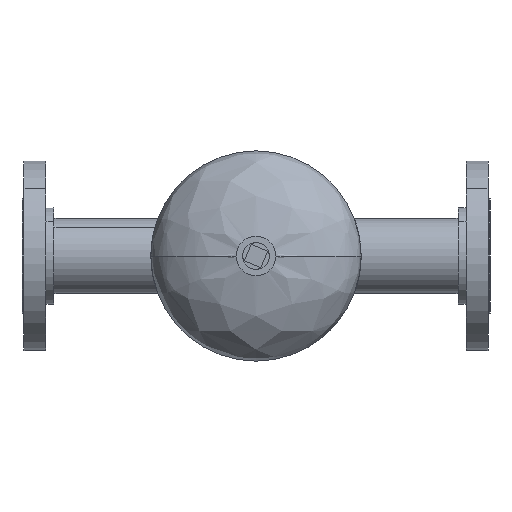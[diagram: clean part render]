
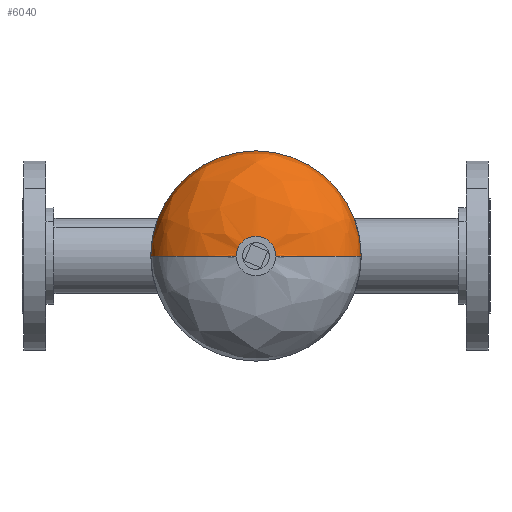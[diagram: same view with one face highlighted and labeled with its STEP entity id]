
A CAD part, front view. The second image highlights one B-rep face of the part: STEP entity #6040.
In plain terms, the highlighted free-form (B-spline) face has degree [3, 3] with [4, 4] control points.
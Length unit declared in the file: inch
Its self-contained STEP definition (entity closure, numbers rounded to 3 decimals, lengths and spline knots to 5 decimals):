
#68 = CARTESIAN_POINT ( 'NONE',  ( 0., 1.70375, 0. ) ) ;
#137 = VERTEX_POINT ( 'NONE', #483 ) ;
#249 = CARTESIAN_POINT ( 'NONE',  ( 3.3125, 1.70375, -6.625 ) ) ;
#273 = CARTESIAN_POINT ( 'NONE',  ( 2.17997, 3.34928, 0. ) ) ;
#322 = CARTESIAN_POINT ( 'NONE',  ( 3.3125, 1.70375, 0. ) ) ;
#359 = VERTEX_POINT ( 'NONE', #4304 ) ;
#365 = CARTESIAN_POINT ( 'NONE',  ( -3.3125, 1.70375, 0. ) ) ;
#424 = ORIENTED_EDGE ( 'NONE', *, *, #4833, .F. ) ;
#483 = CARTESIAN_POINT ( 'NONE',  ( 0.46875, 3.48192, 0. ) ) ;
#545 = DIRECTION ( 'NONE',  ( 1., 0., 0. ) ) ;
#702 = VERTEX_POINT ( 'NONE', #2898 ) ;
#750 = CARTESIAN_POINT ( 'NONE',  ( -2.17997, 3.34928, -4.35994 ) ) ;
#777 = CARTESIAN_POINT ( 'NONE',  ( 3.3125, 1.70375, 0. ) ) ;
#858 = ORIENTED_EDGE ( 'NONE', *, *, #6077, .T. ) ;
#1075 = EDGE_LOOP ( 'NONE', ( #424, #858, #4243, #5905, #2549 ) ) ;
#1175 = CARTESIAN_POINT ( 'NONE',  ( 3.3125, 2.64111, 0. ) ) ;
#1208 = CARTESIAN_POINT ( 'NONE',  ( -2.17997, 3.34928, 0. ) ) ;
#1213 = DIRECTION ( 'NONE',  ( 0., 1., 0. ) ) ;
#1261 = CARTESIAN_POINT ( 'NONE',  ( 3.3125, 2.64111, 0. ) ) ;
#1658 = CARTESIAN_POINT ( 'NONE',  ( -3.3125, 2.64111, 0. ) ) ;
#1695 = CARTESIAN_POINT ( 'NONE',  ( -0.46875, 3.48192, -0.9375 ) ) ;
#1728 = CARTESIAN_POINT ( 'NONE',  ( -3.3125, 1.70375, 0. ) ) ;
#1764 =( BOUNDED_CURVE ( )  B_SPLINE_CURVE ( 3, ( #777, #1175, #4558, #5419 ),
 .UNSPECIFIED., .F., .T. ) 
 B_SPLINE_CURVE_WITH_KNOTS ( ( 4, 4 ),
 ( 0., 1.42881 ),
 .UNSPECIFIED. ) 
 CURVE ( )  GEOMETRIC_REPRESENTATION_ITEM ( )  RATIONAL_B_SPLINE_CURVE ( ( 1., 0.837, 0.837, 1. ) ) 
 REPRESENTATION_ITEM ( '' )  );
#1959 = VERTEX_POINT ( 'NONE', #322 ) ;
#2163 = CARTESIAN_POINT ( 'NONE',  ( -0.46875, 3.48192, 0. ) ) ;
#2329 = DIRECTION ( 'NONE',  ( 1., 0., 0. ) ) ;
#2549 = ORIENTED_EDGE ( 'NONE', *, *, #6007, .F. ) ;
#2647 =( BOUNDED_CURVE ( )  B_SPLINE_CURVE ( 3, ( #365, #3687, #3195, #2702 ),
 .UNSPECIFIED., .F., .T. ) 
 B_SPLINE_CURVE_WITH_KNOTS ( ( 4, 4 ),
 ( 0., 1.42881 ),
 .UNSPECIFIED. ) 
 CURVE ( )  GEOMETRIC_REPRESENTATION_ITEM ( )  RATIONAL_B_SPLINE_CURVE ( ( 1., 0.837, 0.837, 1. ) ) 
 REPRESENTATION_ITEM ( '' )  );
#2702 = CARTESIAN_POINT ( 'NONE',  ( -0.46875, 3.48192, 0. ) ) ;
#2783 = CIRCLE ( 'NONE', #3377, 0.46875 ) ;
#2898 = CARTESIAN_POINT ( 'NONE',  ( 0., 3.48192, -0.46875 ) ) ;
#3163 = CARTESIAN_POINT ( 'NONE',  ( 0.46875, 3.48192, -0.9375 ) ) ;
#3195 = CARTESIAN_POINT ( 'NONE',  ( -2.17997, 3.34928, 0. ) ) ;
#3377 = AXIS2_PLACEMENT_3D ( 'NONE', #5273, #4900, #545 ) ;
#3498 = FACE_OUTER_BOUND ( 'NONE', #1075, .T. ) ;
#3557 = CARTESIAN_POINT ( 'NONE',  ( -3.3125, 2.64111, -6.625 ) ) ;
#3584 = EDGE_CURVE ( 'NONE', #137, #702, #5875, .T. ) ;
#3669 = CIRCLE ( 'NONE', #4060, 3.3125 ) ;
#3687 = CARTESIAN_POINT ( 'NONE',  ( -3.3125, 2.64111, 0. ) ) ;
#4030 = CARTESIAN_POINT ( 'NONE',  ( 3.3125, 1.70375, 0. ) ) ;
#4060 = AXIS2_PLACEMENT_3D ( 'NONE', #68, #5703, #2329 ) ;
#4243 = ORIENTED_EDGE ( 'NONE', *, *, #5645, .F. ) ;
#4275 = AXIS2_PLACEMENT_3D ( 'NONE', #5919, #1213, #5447 ) ;
#4304 = CARTESIAN_POINT ( 'NONE',  ( -0.46875, 3.48192, 0. ) ) ;
#4529 = CARTESIAN_POINT ( 'NONE',  ( 2.17997, 3.34928, -4.35994 ) ) ;
#4558 = CARTESIAN_POINT ( 'NONE',  ( 2.17997, 3.34928, 0. ) ) ;
#4833 = EDGE_CURVE ( 'NONE', #5224, #1959, #3669, .T. ) ;
#4843 = CARTESIAN_POINT ( 'NONE',  ( -3.3125, 1.70375, 0. ) ) ;
#4900 = DIRECTION ( 'NONE',  ( 0., 1., 0. ) ) ;
#5072 = CARTESIAN_POINT ( 'NONE',  ( 0.46875, 3.48192, 0. ) ) ;
#5224 = VERTEX_POINT ( 'NONE', #4843 ) ;
#5273 = CARTESIAN_POINT ( 'NONE',  ( 0., 3.48192, 0. ) ) ;
#5419 = CARTESIAN_POINT ( 'NONE',  ( 0.46875, 3.48192, 0. ) ) ;
#5447 = DIRECTION ( 'NONE',  ( 1., 0., 0. ) ) ;
#5476 = CARTESIAN_POINT ( 'NONE',  ( 3.3125, 2.64111, -6.625 ) ) ;
#5533 = CARTESIAN_POINT ( 'NONE',  ( -3.3125, 1.70375, -6.625 ) ) ;
#5645 = EDGE_CURVE ( 'NONE', #702, #359, #2783, .T. ) ;
#5703 = DIRECTION ( 'NONE',  ( 0., -1., 0. ) ) ;
#5875 = CIRCLE ( 'NONE', #4275, 0.46875 ) ;
#5905 = ORIENTED_EDGE ( 'NONE', *, *, #3584, .F. ) ;
#5919 = CARTESIAN_POINT ( 'NONE',  ( 0., 3.48192, 0. ) ) ;
#6007 = EDGE_CURVE ( 'NONE', #1959, #137, #1764, .T. ) ;
#6033 =( BOUNDED_SURFACE ( )  B_SPLINE_SURFACE ( 3, 3, ( 
 ( #1728, #5533, #249, #4030 ),
 ( #1658, #3557, #5476, #1261 ),
 ( #1208, #750, #4529, #273 ),
 ( #2163, #1695, #3163, #5072 ) ),
 .UNSPECIFIED., .F., .F., .F. ) 
 B_SPLINE_SURFACE_WITH_KNOTS ( ( 4, 4 ),
 ( 4, 4 ),
 ( 0., 1. ),
 ( 0., 1. ),
 .UNSPECIFIED. ) 
 GEOMETRIC_REPRESENTATION_ITEM ( )  RATIONAL_B_SPLINE_SURFACE ( (
 ( 1., 0.333, 0.333, 1.),
 ( 0.837, 0.279, 0.279, 0.837),
 ( 0.837, 0.279, 0.279, 0.837),
 ( 1., 0.333, 0.333, 1.) ) ) 
 REPRESENTATION_ITEM ( '' )  SURFACE ( )  );
#6040 = ADVANCED_FACE ( 'NONE', ( #3498 ), #6033, .T. ) ;
#6077 = EDGE_CURVE ( 'NONE', #5224, #359, #2647, .T. ) ;
